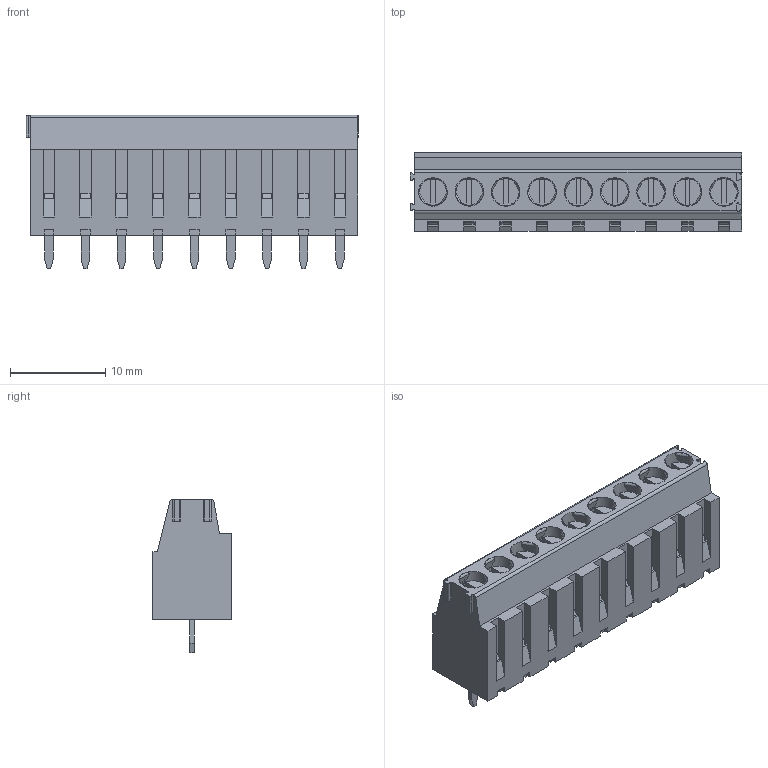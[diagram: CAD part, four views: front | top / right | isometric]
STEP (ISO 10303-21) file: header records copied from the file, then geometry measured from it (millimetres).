
FILE_DESCRIPTION( ( 'STEP AP203' ), '1' );
FILE_NAME( 'MVS139-3.81-V.stp', ' ', ( ' ' ), ( ' ' ), 'PSStep 15.0.49', 'VISI 20.0', ' ' );
FILE_SCHEMA( ( 'AUTOMOTIVE_DESIGN { 1 0 10303 214 1 1 1 1 }' ) );
Length unit declared in the file: millimetre
Products named in the file (1): 1
Bounding box: 34.79 x 8.2 x 16.1 mm (x, y, z)
Volume: 2840.2 mm3; surface area: 2304.2 mm2
Topology: 1 solids, 1 shells, 568 faces, 1590 edges, 1042 vertices
Faces by surface type: plane 469, cylinder 81, torus 9, cone 9
Full cylindrical faces by diameter (mm): 2 x9, 2.1 x9, 2.8 x9, 3 x9
Entity records: 22451 total; most frequent: CARTESIAN_POINT 3399, ORIENTED_EDGE 3018, DIRECTION 2890, EDGE_CURVE 1509, LINE 1154, VECTOR 1154, VERTEX_POINT 1015, AXIS2_PLACEMENT_3D 868
